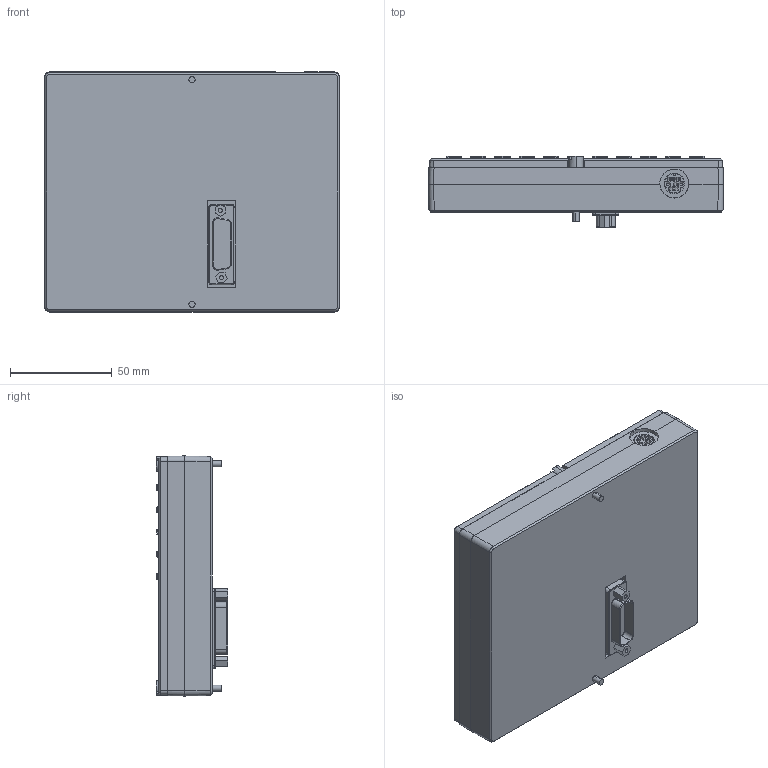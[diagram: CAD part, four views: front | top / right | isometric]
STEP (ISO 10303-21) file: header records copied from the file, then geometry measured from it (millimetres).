
FILE_DESCRIPTION (( 'STEP AP214' ), '1' );
FILE_NAME ('D4-HPP-1.step', '2014-09-23T18:05:04', ( '' ), ( '' ), 'SwSTEP 2.0', 'SolidWorks 2014', '' );
FILE_SCHEMA (( 'AUTOMOTIVE_DESIGN' ));
Length unit declared in the file: inch
Products named in the file (1): D4-HPP-1
Bounding box: 144.78 x 35 x 117.86 mm (x, y, z)
Volume: 438493.5 mm3; surface area: 50713.7 mm2
Topology: 1 solids, 1 shells, 1234 faces, 2938 edges, 1576 vertices
Faces by surface type: plane 486, cylinder 273, bspline 238, cone 228, torus 9
Entity records: 79505 total; most frequent: CARTESIAN_POINT 39185, ORIENTED_EDGE 5436, DIRECTION 4333, EDGE_CURVE 2718, VECTOR 1665, LINE 1665, VERTEX_POINT 1576, AXIS2_PLACEMENT_3D 1334
